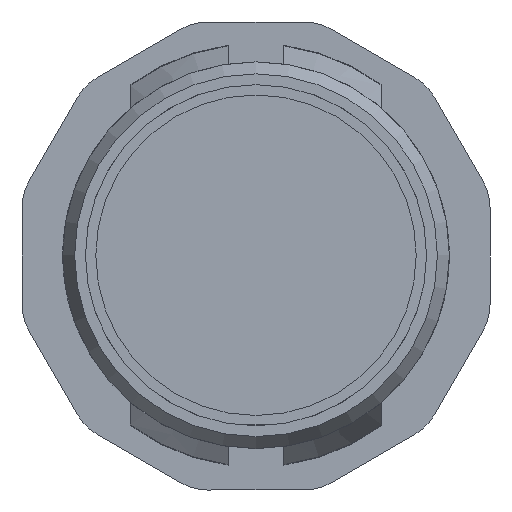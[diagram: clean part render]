
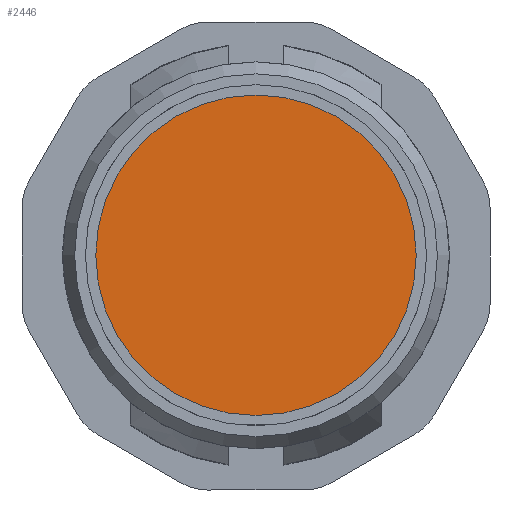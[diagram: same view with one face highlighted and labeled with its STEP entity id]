
A CAD part, front view. The second image highlights one B-rep face of the part: STEP entity #2446.
In plain terms, the highlighted planar face has unit normal (0, -1, 0).
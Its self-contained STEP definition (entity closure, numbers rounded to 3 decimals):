
#1772=PLANE('',#8140);
#2008=FACE_OUTER_BOUND('',#3101,.T.);
#2446=ADVANCED_FACE('',(#2008),#1772,.T.);
#3101=EDGE_LOOP('',(#3627));
#3627=ORIENTED_EDGE('',*,*,#6720,.F.);
#5959=VERTEX_POINT('',#10980);
#6720=EDGE_CURVE('',#5959,#5959,#7887,.T.);
#7887=CIRCLE('',#8137,20.715);
#8137=AXIS2_PLACEMENT_3D('',#10979,#8861,#8862);
#8140=AXIS2_PLACEMENT_3D('',#10984,#8867,#8868);
#8861=DIRECTION('',(0.,1.,0.));
#8862=DIRECTION('',(0.,0.,-1.));
#8867=DIRECTION('',(0.,-1.,0.));
#8868=DIRECTION('',(1.,0.,0.));
#10979=CARTESIAN_POINT('',(0.,-4.,0.));
#10980=CARTESIAN_POINT('',(0.,-4.,-20.715));
#10984=CARTESIAN_POINT('',(5.702,-4.,13.766));
